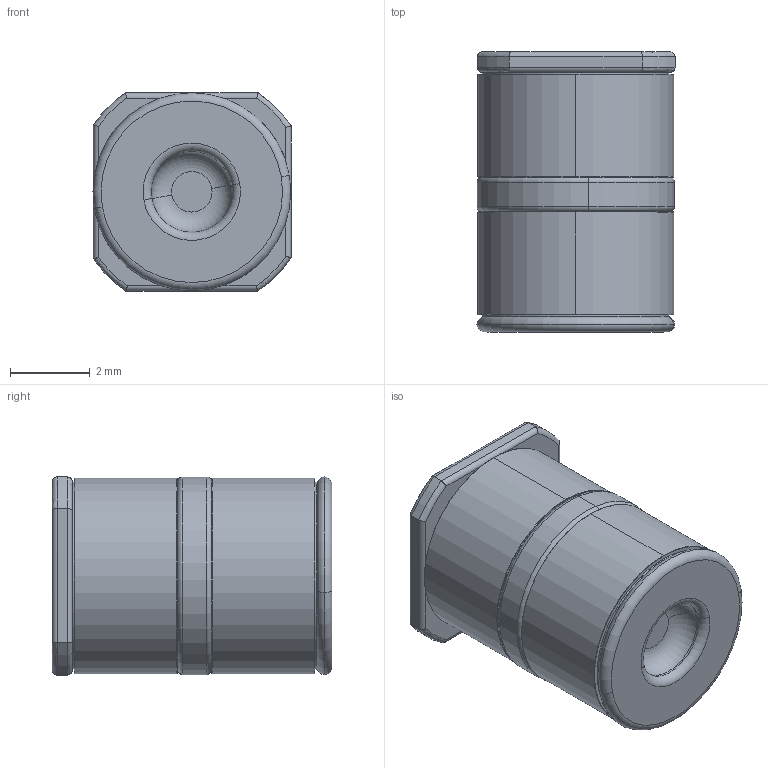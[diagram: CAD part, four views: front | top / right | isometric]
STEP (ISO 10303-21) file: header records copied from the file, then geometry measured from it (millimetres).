
FILE_DESCRIPTION (( 'STEP AP214' ), '1' );
FILE_NAME ('2036-09-SM-RPLF-1.STEP', '2023-06-10T09:57:20', ( '' ), ( '' ), 'SwSTEP 2.0', 'SolidWorks 2021', '' );
FILE_SCHEMA (( 'AUTOMOTIVE_DESIGN' ));
Length unit declared in the file: centimetre
Products named in the file (6): 34436-S-XX-Cu.stp; 34466-XX-CH.stp; 2036-09-SM-RPLF-1; 34635-01.stp; 34436-XX-CU.stp; 65506_F.stp
Assembly tree (7 placements, depth 2):
  2036-09-SM-RPLF-1
    34635-01.stp  x2
    34466-XX-CH.stp
    65506_F.stp  x2
    34436-S-XX-Cu.stp
    34436-XX-CU.stp
Bounding box: 4.96 x 7.01 x 4.96 mm (x, y, z)
Volume: 102.5 mm3; surface area: 397.5 mm2
Topology: 7 solids, 7 shells, 257 faces, 564 edges, 356 vertices
Faces by surface type: plane 149, cylinder 56, torus 44, cone 8
Entity records: 7126 total; most frequent: CARTESIAN_POINT 1407, DIRECTION 1178, ORIENTED_EDGE 1064, EDGE_CURVE 532, AXIS2_PLACEMENT_3D 411, VECTOR 356, LINE 356, VERTEX_POINT 336
